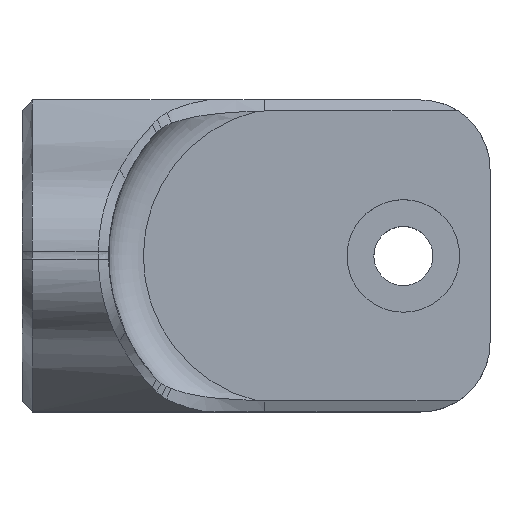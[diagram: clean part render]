
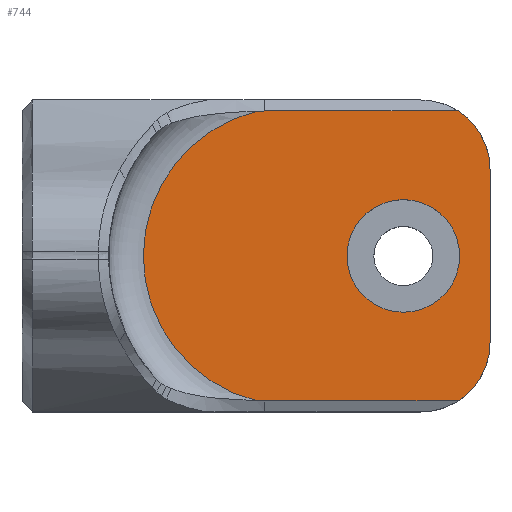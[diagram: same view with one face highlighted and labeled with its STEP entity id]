
A CAD part, top view. The second image highlights one B-rep face of the part: STEP entity #744.
In plain terms, the highlighted planar face has unit normal (0, 0, 1).
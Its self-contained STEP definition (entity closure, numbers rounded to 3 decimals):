
#41=B_SPLINE_CURVE_WITH_KNOTS('',3,(#1096,#1097,#1098,#1099),
 .UNSPECIFIED.,.F.,.F.,(4,4),(0.394,0.448),
 .UNSPECIFIED.);
#42=B_SPLINE_CURVE_WITH_KNOTS('',3,(#1103,#1104,#1105,#1106,#1107,#1108,
#1109,#1110,#1111,#1112,#1113,#1114,#1115,#1116,#1117,#1118),
 .UNSPECIFIED.,.F.,.F.,(4,3,3,3,3,4),(0.445,0.459,
0.472,0.485,0.494,0.5),
 .UNSPECIFIED.);
#102=LINE('',#1057,#160);
#111=LINE('',#1094,#169);
#112=LINE('',#1119,#170);
#160=VECTOR('',#894,10.);
#169=VECTOR('',#915,10.);
#170=VECTOR('',#918,10.);
#201=FACE_BOUND('',#264,.T.);
#218=FACE_OUTER_BOUND('',#263,.T.);
#263=EDGE_LOOP('',(#564,#565,#566,#567,#568,#569,#570,#571));
#264=EDGE_LOOP('',(#572));
#293=CIRCLE('',#789,3.25);
#299=CIRCLE('',#804,4.);
#300=CIRCLE('',#807,4.);
#301=CIRCLE('',#812,8.6);
#307=VERTEX_POINT('',#972);
#329=VERTEX_POINT('',#1042);
#330=VERTEX_POINT('',#1044);
#331=VERTEX_POINT('',#1055);
#333=VERTEX_POINT('',#1061);
#339=VERTEX_POINT('',#1093);
#340=VERTEX_POINT('',#1095);
#341=VERTEX_POINT('',#1100);
#342=VERTEX_POINT('',#1102);
#379=EDGE_CURVE('',#307,#307,#293,.T.);
#410=EDGE_CURVE('',#329,#330,#299,.T.);
#413=EDGE_CURVE('',#331,#329,#102,.T.);
#416=EDGE_CURVE('',#333,#331,#300,.T.);
#425=EDGE_CURVE('',#339,#333,#111,.T.);
#426=EDGE_CURVE('',#340,#339,#41,.T.);
#427=EDGE_CURVE('',#341,#340,#301,.T.);
#428=EDGE_CURVE('',#342,#341,#42,.T.);
#429=EDGE_CURVE('',#342,#330,#112,.T.);
#564=ORIENTED_EDGE('',*,*,#416,.F.);
#565=ORIENTED_EDGE('',*,*,#425,.F.);
#566=ORIENTED_EDGE('',*,*,#426,.F.);
#567=ORIENTED_EDGE('',*,*,#427,.F.);
#568=ORIENTED_EDGE('',*,*,#428,.F.);
#569=ORIENTED_EDGE('',*,*,#429,.T.);
#570=ORIENTED_EDGE('',*,*,#410,.F.);
#571=ORIENTED_EDGE('',*,*,#413,.F.);
#572=ORIENTED_EDGE('',*,*,#379,.T.);
#723=PLANE('',#811);
#744=ADVANCED_FACE('',(#218,#201),#723,.T.);
#789=AXIS2_PLACEMENT_3D('',#973,#835,#836);
#804=AXIS2_PLACEMENT_3D('',#1045,#889,#890);
#807=AXIS2_PLACEMENT_3D('',#1068,#898,#899);
#811=AXIS2_PLACEMENT_3D('',#1092,#913,#914);
#812=AXIS2_PLACEMENT_3D('',#1101,#916,#917);
#835=DIRECTION('center_axis',(0.,0.,-1.));
#836=DIRECTION('ref_axis',(1.,0.,0.));
#889=DIRECTION('center_axis',(0.,0.,-1.));
#890=DIRECTION('ref_axis',(0.707,-0.707,0.));
#894=DIRECTION('',(0.,-1.,0.));
#898=DIRECTION('center_axis',(0.,0.,-1.));
#899=DIRECTION('ref_axis',(0.707,0.707,0.));
#913=DIRECTION('center_axis',(0.,0.,1.));
#914=DIRECTION('ref_axis',(1.,0.,0.));
#915=DIRECTION('',(1.,0.,0.));
#916=DIRECTION('center_axis',(0.,0.,-1.));
#917=DIRECTION('ref_axis',(-1.,0.002,0.));
#918=DIRECTION('',(1.,0.,0.));
#972=CARTESIAN_POINT('',(9.75,-0.008,3.929));
#973=CARTESIAN_POINT('Origin',(13.,-0.008,3.929));
#1042=CARTESIAN_POINT('',(18.,-5.008,3.929));
#1044=CARTESIAN_POINT('',(16.159,-8.376,3.929));
#1045=CARTESIAN_POINT('Origin',(14.,-5.008,3.929));
#1055=CARTESIAN_POINT('',(18.,4.992,3.929));
#1057=CARTESIAN_POINT('',(18.,-0.004,3.929));
#1061=CARTESIAN_POINT('',(16.164,8.356,3.929));
#1068=CARTESIAN_POINT('Origin',(14.,4.992,3.929));
#1092=CARTESIAN_POINT('Origin',(2.5,0.,3.929));
#1093=CARTESIAN_POINT('',(5.,8.356,3.929));
#1094=CARTESIAN_POINT('',(5.,8.356,3.929));
#1095=CARTESIAN_POINT('',(4.575,8.342,3.929));
#1096=CARTESIAN_POINT('Ctrl Pts',(4.577,8.342,3.929));
#1097=CARTESIAN_POINT('Ctrl Pts',(4.712,8.346,3.929));
#1098=CARTESIAN_POINT('Ctrl Pts',(4.852,8.35,3.929));
#1099=CARTESIAN_POINT('Ctrl Pts',(5.,8.356,3.929));
#1100=CARTESIAN_POINT('',(4.509,-8.359,3.929));
#1101=CARTESIAN_POINT('Origin',(6.6,-0.017,3.929));
#1102=CARTESIAN_POINT('',(5.,-8.376,3.929));
#1103=CARTESIAN_POINT('Ctrl Pts',(5.,-8.376,3.929));
#1104=CARTESIAN_POINT('Ctrl Pts',(4.958,-8.374,3.929));
#1105=CARTESIAN_POINT('Ctrl Pts',(4.918,-8.373,3.929));
#1106=CARTESIAN_POINT('Ctrl Pts',(4.879,-8.371,3.929));
#1107=CARTESIAN_POINT('Ctrl Pts',(4.838,-8.37,3.929));
#1108=CARTESIAN_POINT('Ctrl Pts',(4.797,-8.368,3.929));
#1109=CARTESIAN_POINT('Ctrl Pts',(4.756,-8.367,3.929));
#1110=CARTESIAN_POINT('Ctrl Pts',(4.717,-8.365,3.929));
#1111=CARTESIAN_POINT('Ctrl Pts',(4.679,-8.364,3.929));
#1112=CARTESIAN_POINT('Ctrl Pts',(4.64,-8.363,3.929));
#1113=CARTESIAN_POINT('Ctrl Pts',(4.614,-8.362,3.929));
#1114=CARTESIAN_POINT('Ctrl Pts',(4.587,-8.361,3.929));
#1115=CARTESIAN_POINT('Ctrl Pts',(4.56,-8.36,3.929));
#1116=CARTESIAN_POINT('Ctrl Pts',(4.543,-8.36,3.929));
#1117=CARTESIAN_POINT('Ctrl Pts',(4.526,-8.359,3.929));
#1118=CARTESIAN_POINT('Ctrl Pts',(4.509,-8.359,3.929));
#1119=CARTESIAN_POINT('',(5.,-8.376,3.929));
